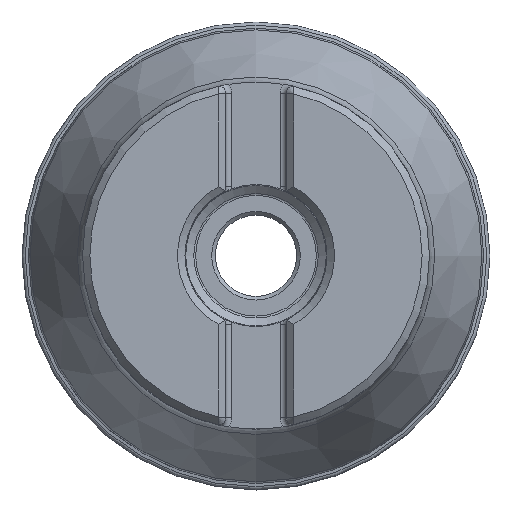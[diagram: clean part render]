
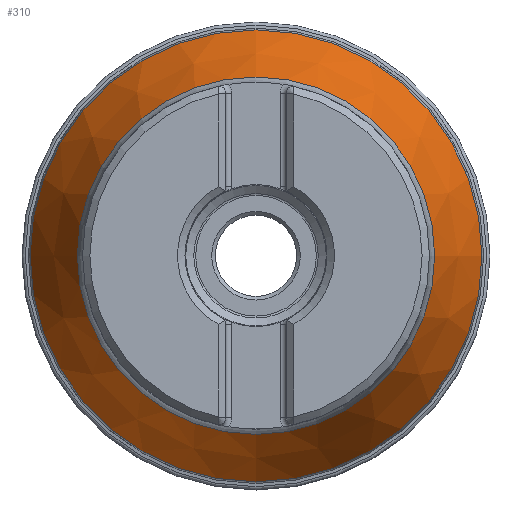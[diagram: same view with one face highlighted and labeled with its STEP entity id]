
A CAD part, top view. The second image highlights one B-rep face of the part: STEP entity #310.
In plain terms, the highlighted conical face has half-angle 25 degrees and reference radius 23.5 mm.
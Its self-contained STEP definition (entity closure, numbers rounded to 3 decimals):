
#268=CONICAL_SURFACE('',#1499,23.5,25.);
#310=ADVANCED_FACE('',(#511,#512),#268,.T.);
#511=FACE_BOUND('',#614,.T.);
#512=FACE_BOUND('',#615,.T.);
#614=EDGE_LOOP('',(#777));
#615=EDGE_LOOP('',(#778));
#777=ORIENTED_EDGE('',*,*,#1229,.T.);
#778=ORIENTED_EDGE('',*,*,#1230,.T.);
#1103=VERTEX_POINT('',#2409);
#1104=VERTEX_POINT('',#2411);
#1229=EDGE_CURVE('',#1103,#1103,#1394,.T.);
#1230=EDGE_CURVE('',#1104,#1104,#1395,.T.);
#1394=CIRCLE('',#1497,30.607);
#1395=CIRCLE('',#1498,24.203);
#1497=AXIS2_PLACEMENT_3D('',#2408,#1742,#1743);
#1498=AXIS2_PLACEMENT_3D('',#2410,#1744,#1745);
#1499=AXIS2_PLACEMENT_3D('',#2412,#1746,#1747);
#1742=DIRECTION('',(0.,0.,1.));
#1743=DIRECTION('',(-1.,0.,0.));
#1744=DIRECTION('',(0.,0.,-1.));
#1745=DIRECTION('',(-1.,0.,0.));
#1746=DIRECTION('',(0.,0.,-1.));
#1747=DIRECTION('',(-1.,0.,0.));
#2408=CARTESIAN_POINT('',(0.,0.,-28.373));
#2409=CARTESIAN_POINT('',(-30.607,0.,-28.373));
#2410=CARTESIAN_POINT('',(0.,0.,-14.639));
#2411=CARTESIAN_POINT('',(-24.203,0.,-14.639));
#2412=CARTESIAN_POINT('',(0.,0.,-13.132));
